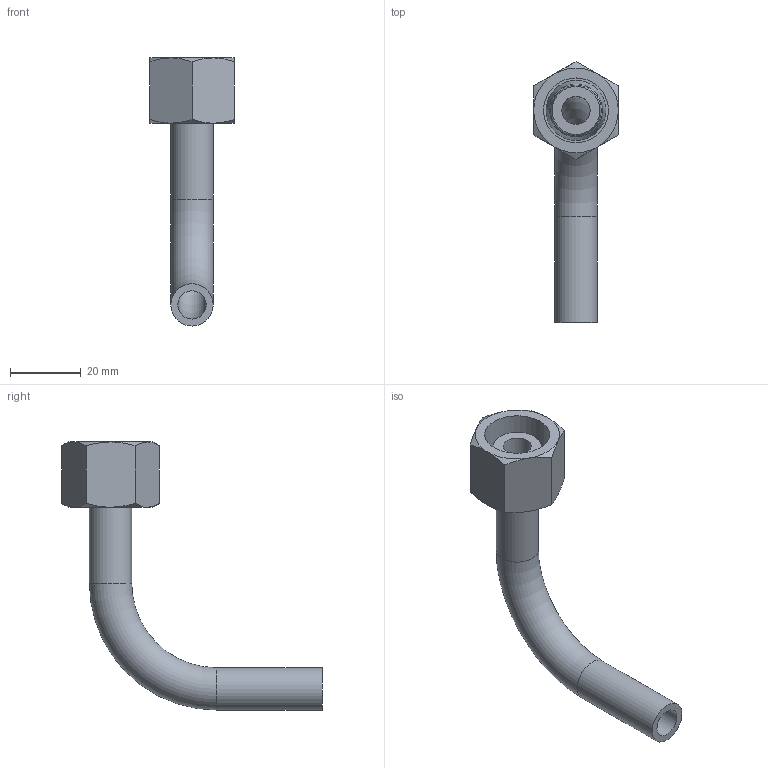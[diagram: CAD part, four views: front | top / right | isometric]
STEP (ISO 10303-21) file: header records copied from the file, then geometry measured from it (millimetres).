
FILE_DESCRIPTION(/* description */ ('STEP AP203'),/* implementation_level */ '2;1');
FILE_NAME(/* name */ 'Welding Cone ASKB 12x2-01',/* time_stamp */ '2025-01-14T14:22:19+01:00',/* author */ ('License CC BY-ND 4.0'),/* organization */ ('CADENAS'),/* preprocessor_version */ 'ST-DEVELOPER v19.3',/* originating_system */ 'PARTsolutions',/* authorisation */ ' ');
FILE_SCHEMA (('CONFIG_CONTROL_DESIGN'));
Length unit declared in the file: millimetre
Products named in the file (1): Schweisskegel ASKB 12x2-01
Bounding box: 24 x 73.86 x 76 mm (x, y, z)
Volume: 12714 mm3; surface area: 10461.3 mm2
Topology: 1 solids, 1 shells, 36 faces, 72 edges, 43 vertices
Faces by surface type: cone 15, plane 13, cylinder 5, torus 3
Full cylindrical faces by diameter (mm): 8 x2, 12 x2, 18.376 x1
Entity records: 1156 total; most frequent: CARTESIAN_POINT 209, DIRECTION 138, ORIENTED_EDGE 118, AXIS2_PLACEMENT_3D 66, EDGE_CURVE 59, EDGE_LOOP 54, FACE_BOUND 54, VERTEX_POINT 41
